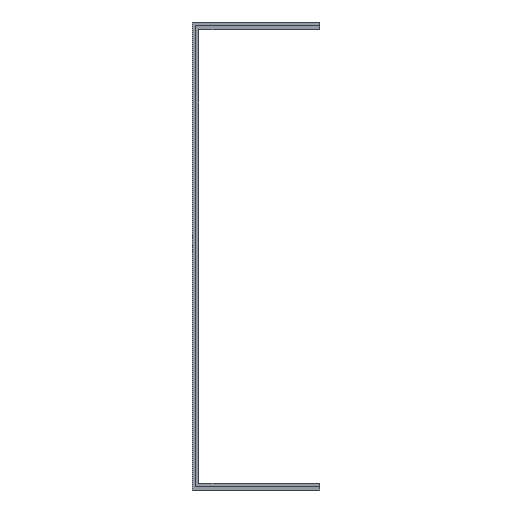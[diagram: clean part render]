
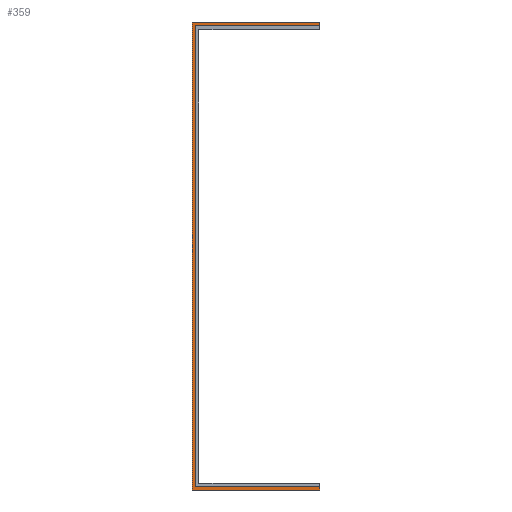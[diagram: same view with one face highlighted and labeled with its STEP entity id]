
A CAD part, front view. The second image highlights one B-rep face of the part: STEP entity #359.
In plain terms, the highlighted planar face has unit normal (0, -1, 0).
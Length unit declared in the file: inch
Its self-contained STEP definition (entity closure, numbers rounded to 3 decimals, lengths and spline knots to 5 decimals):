
#27=FACE_OUTER_BOUND('',#47,.T.);
#47=EDGE_LOOP('',(#267,#268,#269,#270,#271,#272,#273,#274));
#59=LINE('',#494,#107);
#63=LINE('',#502,#111);
#66=LINE('',#508,#114);
#69=LINE('',#514,#117);
#72=LINE('',#520,#120);
#75=LINE('',#526,#123);
#78=LINE('',#532,#126);
#81=LINE('',#537,#129);
#107=VECTOR('',#404,0.3937);
#111=VECTOR('',#410,0.3937);
#114=VECTOR('',#415,0.3937);
#117=VECTOR('',#420,0.3937);
#120=VECTOR('',#425,0.3937);
#123=VECTOR('',#430,0.3937);
#126=VECTOR('',#435,0.3937);
#129=VECTOR('',#440,0.3937);
#155=VERTEX_POINT('',#492);
#156=VERTEX_POINT('',#493);
#159=VERTEX_POINT('',#501);
#161=VERTEX_POINT('',#507);
#163=VERTEX_POINT('',#513);
#165=VERTEX_POINT('',#519);
#167=VERTEX_POINT('',#525);
#169=VERTEX_POINT('',#531);
#187=EDGE_CURVE('',#155,#156,#59,.T.);
#191=EDGE_CURVE('',#156,#159,#63,.T.);
#194=EDGE_CURVE('',#159,#161,#66,.T.);
#197=EDGE_CURVE('',#161,#163,#69,.T.);
#200=EDGE_CURVE('',#163,#165,#72,.T.);
#203=EDGE_CURVE('',#165,#167,#75,.T.);
#206=EDGE_CURVE('',#167,#169,#78,.T.);
#209=EDGE_CURVE('',#169,#155,#81,.T.);
#267=ORIENTED_EDGE('',*,*,#209,.T.);
#268=ORIENTED_EDGE('',*,*,#187,.T.);
#269=ORIENTED_EDGE('',*,*,#191,.T.);
#270=ORIENTED_EDGE('',*,*,#194,.T.);
#271=ORIENTED_EDGE('',*,*,#197,.T.);
#272=ORIENTED_EDGE('',*,*,#200,.T.);
#273=ORIENTED_EDGE('',*,*,#203,.T.);
#274=ORIENTED_EDGE('',*,*,#206,.T.);
#339=PLANE('',#388);
#359=ADVANCED_FACE('',(#27),#339,.F.);
#388=AXIS2_PLACEMENT_3D('',#539,#442,#443);
#404=DIRECTION('',(0.,0.,-1.));
#410=DIRECTION('',(1.,0.,0.));
#415=DIRECTION('',(0.,0.,1.));
#420=DIRECTION('',(-1.,0.,0.));
#425=DIRECTION('',(0.,0.,1.));
#430=DIRECTION('',(1.,0.,0.));
#435=DIRECTION('',(0.,0.,1.));
#440=DIRECTION('',(-1.,0.,0.));
#442=DIRECTION('center_axis',(0.,1.,0.));
#443=DIRECTION('ref_axis',(0.,0.,1.));
#492=CARTESIAN_POINT('',(-75.7,0.,0.));
#493=CARTESIAN_POINT('',(-75.7,0.,-277.4));
#494=CARTESIAN_POINT('',(-75.7,0.,0.));
#501=CARTESIAN_POINT('',(0.,0.,-277.4));
#502=CARTESIAN_POINT('',(-75.7,0.,-277.4));
#507=CARTESIAN_POINT('',(0.,0.,-275.4));
#508=CARTESIAN_POINT('',(0.,0.,-277.4));
#513=CARTESIAN_POINT('',(-73.7,0.,-275.4));
#514=CARTESIAN_POINT('',(0.,0.,-275.4));
#519=CARTESIAN_POINT('',(-73.7,0.,-2.));
#520=CARTESIAN_POINT('',(-73.7,0.,-275.4));
#525=CARTESIAN_POINT('',(0.,0.,-2.));
#526=CARTESIAN_POINT('',(-73.7,0.,-2.));
#531=CARTESIAN_POINT('',(0.,0.,0.));
#532=CARTESIAN_POINT('',(0.,0.,-2.));
#537=CARTESIAN_POINT('',(0.,0.,0.));
#539=CARTESIAN_POINT('Origin',(-61.28273,0.,-138.7));
